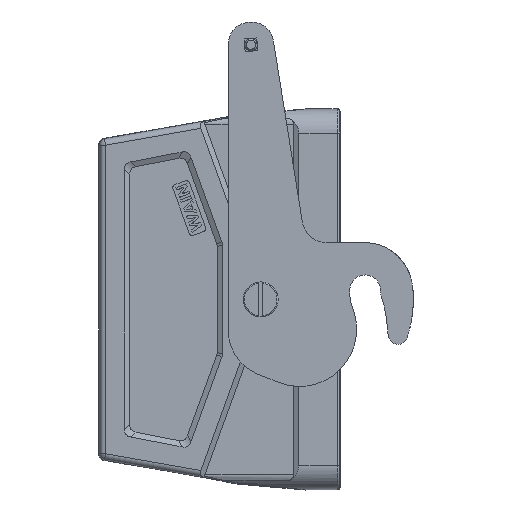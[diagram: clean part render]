
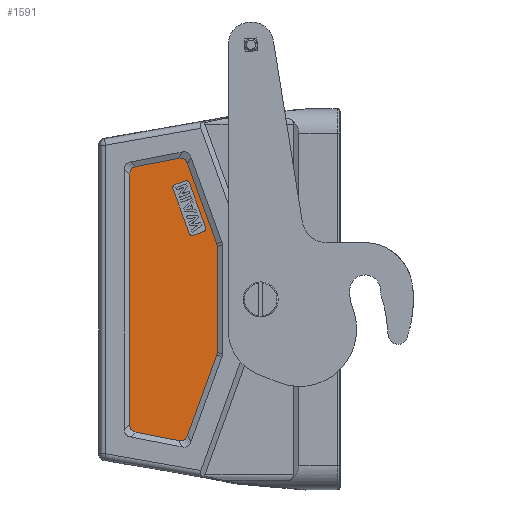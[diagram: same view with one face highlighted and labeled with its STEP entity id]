
A CAD part, left-side view. The second image highlights one B-rep face of the part: STEP entity #1591.
In plain terms, the highlighted planar face has unit normal (-1, 0, 0).
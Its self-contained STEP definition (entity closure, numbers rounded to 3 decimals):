
#402=ELLIPSE('',#12879,12.292,5.);
#403=ELLIPSE('',#12880,12.292,5.);
#404=ELLIPSE('',#12881,12.433,5.);
#405=ELLIPSE('',#12882,10.116,5.);
#406=ELLIPSE('',#12883,10.116,5.);
#407=ELLIPSE('',#12884,12.433,5.);
#518=FACE_BOUND('',#3207,.T.);
#519=FACE_BOUND('',#3208,.T.);
#821=PLANE('',#12885);
#1591=ADVANCED_FACE('',(#518,#519),#821,.T.);
#3207=EDGE_LOOP('',(#8094,#8095,#8096,#8097,#8098,#8099,#8100,#8101));
#3208=EDGE_LOOP('',(#8102,#8103,#8104,#8105,#8106,#8107,#8108,#8109,#8110,
#8111,#8112,#8113));
#3988=LINE('',#21402,#4881);
#3992=LINE('',#21414,#4885);
#3997=LINE('',#21427,#4890);
#4113=LINE('',#21664,#5006);
#4114=LINE('',#21669,#5007);
#4115=LINE('',#21673,#5008);
#4116=LINE('',#21677,#5009);
#4117=LINE('',#21681,#5010);
#4118=LINE('',#21685,#5011);
#4119=LINE('',#21689,#5012);
#4881=VECTOR('',#15931,1.);
#4885=VECTOR('',#15943,1.);
#4890=VECTOR('',#15956,1.);
#5006=VECTOR('',#16162,1.);
#5007=VECTOR('',#16167,1.);
#5008=VECTOR('',#16170,1.);
#5009=VECTOR('',#16173,1.);
#5010=VECTOR('',#16176,1.);
#5011=VECTOR('',#16179,1.);
#5012=VECTOR('',#16182,1.);
#8094=ORIENTED_EDGE('',*,*,#10959,.F.);
#8095=ORIENTED_EDGE('',*,*,#10977,.F.);
#8096=ORIENTED_EDGE('',*,*,#10975,.F.);
#8097=ORIENTED_EDGE('',*,*,#10970,.F.);
#8098=ORIENTED_EDGE('',*,*,#10967,.F.);
#8099=ORIENTED_EDGE('',*,*,#10964,.F.);
#8100=ORIENTED_EDGE('',*,*,#10963,.F.);
#8101=ORIENTED_EDGE('',*,*,#11093,.F.);
#8102=ORIENTED_EDGE('',*,*,#11094,.F.);
#8103=ORIENTED_EDGE('',*,*,#11095,.F.);
#8104=ORIENTED_EDGE('',*,*,#11096,.F.);
#8105=ORIENTED_EDGE('',*,*,#11097,.F.);
#8106=ORIENTED_EDGE('',*,*,#11098,.F.);
#8107=ORIENTED_EDGE('',*,*,#11099,.F.);
#8108=ORIENTED_EDGE('',*,*,#11100,.F.);
#8109=ORIENTED_EDGE('',*,*,#11101,.F.);
#8110=ORIENTED_EDGE('',*,*,#11102,.F.);
#8111=ORIENTED_EDGE('',*,*,#11103,.F.);
#8112=ORIENTED_EDGE('',*,*,#11104,.F.);
#8113=ORIENTED_EDGE('',*,*,#11105,.F.);
#9361=VERTEX_POINT('',#21386);
#9363=VERTEX_POINT('',#21390);
#9365=VERTEX_POINT('',#21395);
#9367=VERTEX_POINT('',#21399);
#9368=VERTEX_POINT('',#21403);
#9370=VERTEX_POINT('',#21409);
#9372=VERTEX_POINT('',#21415);
#9375=VERTEX_POINT('',#21422);
#9452=VERTEX_POINT('',#21667);
#9453=VERTEX_POINT('',#21668);
#9454=VERTEX_POINT('',#21670);
#9455=VERTEX_POINT('',#21672);
#9456=VERTEX_POINT('',#21674);
#9457=VERTEX_POINT('',#21676);
#9458=VERTEX_POINT('',#21678);
#9459=VERTEX_POINT('',#21680);
#9460=VERTEX_POINT('',#21682);
#9461=VERTEX_POINT('',#21684);
#9462=VERTEX_POINT('',#21686);
#9463=VERTEX_POINT('',#21688);
#10959=EDGE_CURVE('',#9363,#9361,#11671,.T.);
#10963=EDGE_CURVE('',#9367,#9365,#11673,.T.);
#10964=EDGE_CURVE('',#9365,#9368,#3988,.T.);
#10967=EDGE_CURVE('',#9368,#9370,#11674,.T.);
#10970=EDGE_CURVE('',#9370,#9372,#3992,.T.);
#10975=EDGE_CURVE('',#9372,#9375,#11677,.T.);
#10977=EDGE_CURVE('',#9375,#9363,#3997,.T.);
#11093=EDGE_CURVE('',#9361,#9367,#4113,.T.);
#11094=EDGE_CURVE('',#9452,#9453,#402,.T.);
#11095=EDGE_CURVE('',#9454,#9452,#4114,.T.);
#11096=EDGE_CURVE('',#9455,#9454,#403,.T.);
#11097=EDGE_CURVE('',#9456,#9455,#4115,.T.);
#11098=EDGE_CURVE('',#9457,#9456,#404,.T.);
#11099=EDGE_CURVE('',#9458,#9457,#4116,.T.);
#11100=EDGE_CURVE('',#9459,#9458,#405,.T.);
#11101=EDGE_CURVE('',#9460,#9459,#4117,.T.);
#11102=EDGE_CURVE('',#9461,#9460,#406,.T.);
#11103=EDGE_CURVE('',#9462,#9461,#4118,.T.);
#11104=EDGE_CURVE('',#9463,#9462,#407,.T.);
#11105=EDGE_CURVE('',#9453,#9463,#4119,.T.);
#11671=CIRCLE('',#12820,1.);
#11673=CIRCLE('',#12823,1.);
#11674=CIRCLE('',#12826,1.);
#11677=CIRCLE('',#12831,1.);
#12820=AXIS2_PLACEMENT_3D('',#21391,#15919,#15920);
#12823=AXIS2_PLACEMENT_3D('',#21400,#15927,#15928);
#12826=AXIS2_PLACEMENT_3D('',#21408,#15936,#15937);
#12831=AXIS2_PLACEMENT_3D('',#21424,#15951,#15952);
#12879=AXIS2_PLACEMENT_3D('',#21666,#16165,#16166);
#12880=AXIS2_PLACEMENT_3D('',#21671,#16168,#16169);
#12881=AXIS2_PLACEMENT_3D('',#21675,#16171,#16172);
#12882=AXIS2_PLACEMENT_3D('',#21679,#16174,#16175);
#12883=AXIS2_PLACEMENT_3D('',#21683,#16177,#16178);
#12884=AXIS2_PLACEMENT_3D('',#21687,#16180,#16181);
#12885=AXIS2_PLACEMENT_3D('',#21690,#16183,#16184);
#15919=DIRECTION('',(-1.,0.,0.));
#15920=DIRECTION('',(0.,-1.,0.));
#15927=DIRECTION('',(-1.,0.,0.));
#15928=DIRECTION('',(0.,-0.94,0.342));
#15931=DIRECTION('',(0.,0.94,-0.342));
#15936=DIRECTION('',(-1.,0.,0.));
#15937=DIRECTION('',(0.,1.,0.));
#15943=DIRECTION('',(0.,-0.342,-0.94));
#15951=DIRECTION('',(-1.,0.,0.));
#15952=DIRECTION('',(0.,0.94,-0.342));
#15956=DIRECTION('',(0.,-0.94,0.342));
#16162=DIRECTION('',(0.,0.342,0.94));
#16165=DIRECTION('',(1.,0.,0.));
#16166=DIRECTION('',(0.,0.771,0.637));
#16167=DIRECTION('',(0.,0.,1.));
#16168=DIRECTION('',(1.,0.,0.));
#16169=DIRECTION('',(0.,0.771,-0.637));
#16170=DIRECTION('',(0.,0.982,0.19));
#16171=DIRECTION('',(1.,0.,0.));
#16172=DIRECTION('',(0.,-0.493,-0.87));
#16173=DIRECTION('',(0.,0.342,-0.94));
#16174=DIRECTION('',(1.,0.,0.));
#16175=DIRECTION('',(0.,-0.985,-0.174));
#16176=DIRECTION('',(0.,0.,-1.));
#16177=DIRECTION('',(1.,0.,0.));
#16178=DIRECTION('',(0.,-0.985,0.174));
#16179=DIRECTION('',(0.,-0.342,-0.94));
#16180=DIRECTION('',(1.,0.,0.));
#16181=DIRECTION('',(0.,-0.493,0.87));
#16182=DIRECTION('',(0.,-0.982,0.19));
#16183=DIRECTION('',(-1.,0.,0.));
#16184=DIRECTION('',(0.,-1.,0.));
#21386=CARTESIAN_POINT('',(-21.5,-12.266,22.663));
#21390=CARTESIAN_POINT('',(-21.5,-11.668,21.382));
#21391=CARTESIAN_POINT('',(-21.5,-11.326,22.321));
#21395=CARTESIAN_POINT('',(-21.5,-5.854,37.356));
#21399=CARTESIAN_POINT('',(-21.5,-7.136,36.759));
#21400=CARTESIAN_POINT('',(-21.5,-6.196,36.417));
#21402=CARTESIAN_POINT('',(-21.5,-5.854,37.356));
#21403=CARTESIAN_POINT('',(-21.5,-2.565,36.159));
#21408=CARTESIAN_POINT('',(-21.5,-2.907,35.22));
#21409=CARTESIAN_POINT('',(-21.5,-1.967,34.878));
#21414=CARTESIAN_POINT('',(-21.5,-1.967,34.878));
#21415=CARTESIAN_POINT('',(-21.5,-7.098,20.782));
#21422=CARTESIAN_POINT('',(-21.5,-8.379,20.185));
#21424=CARTESIAN_POINT('',(-21.5,-8.037,21.124));
#21427=CARTESIAN_POINT('',(-21.5,-8.379,20.185));
#21664=CARTESIAN_POINT('',(-21.5,-12.266,22.663));
#21666=CARTESIAN_POINT('',(-21.5,1.683,33.215));
#21667=CARTESIAN_POINT('',(-21.5,11.683,39.405));
#21668=CARTESIAN_POINT('',(-21.5,9.658,41.859));
#21669=CARTESIAN_POINT('',(-21.5,11.683,-39.405));
#21670=CARTESIAN_POINT('',(-21.5,11.683,-39.405));
#21671=CARTESIAN_POINT('',(-21.5,1.683,-33.215));
#21672=CARTESIAN_POINT('',(-21.5,9.658,-41.859));
#21673=CARTESIAN_POINT('',(-21.5,-3.695,-44.439));
#21674=CARTESIAN_POINT('',(-21.5,-3.695,-44.439));
#21675=CARTESIAN_POINT('',(-21.5,0.69,-33.407));
#21676=CARTESIAN_POINT('',(-21.5,-6.519,-42.839));
#21677=CARTESIAN_POINT('',(-21.5,-15.702,-17.609));
#21678=CARTESIAN_POINT('',(-21.5,-15.702,-17.609));
#21679=CARTESIAN_POINT('',(-21.5,-5.853,-15.431));
#21680=CARTESIAN_POINT('',(-21.5,-15.853,-16.754));
#21681=CARTESIAN_POINT('',(-21.5,-15.853,16.754));
#21682=CARTESIAN_POINT('',(-21.5,-15.853,16.754));
#21683=CARTESIAN_POINT('',(-21.5,-5.853,15.431));
#21684=CARTESIAN_POINT('',(-21.5,-15.702,17.609));
#21685=CARTESIAN_POINT('',(-21.5,-6.519,42.839));
#21686=CARTESIAN_POINT('',(-21.5,-6.519,42.839));
#21687=CARTESIAN_POINT('',(-21.5,0.69,33.407));
#21688=CARTESIAN_POINT('',(-21.5,-3.695,44.439));
#21689=CARTESIAN_POINT('',(-21.5,9.658,41.859));
#21690=CARTESIAN_POINT('',(-21.5,-17.585,48.886));
